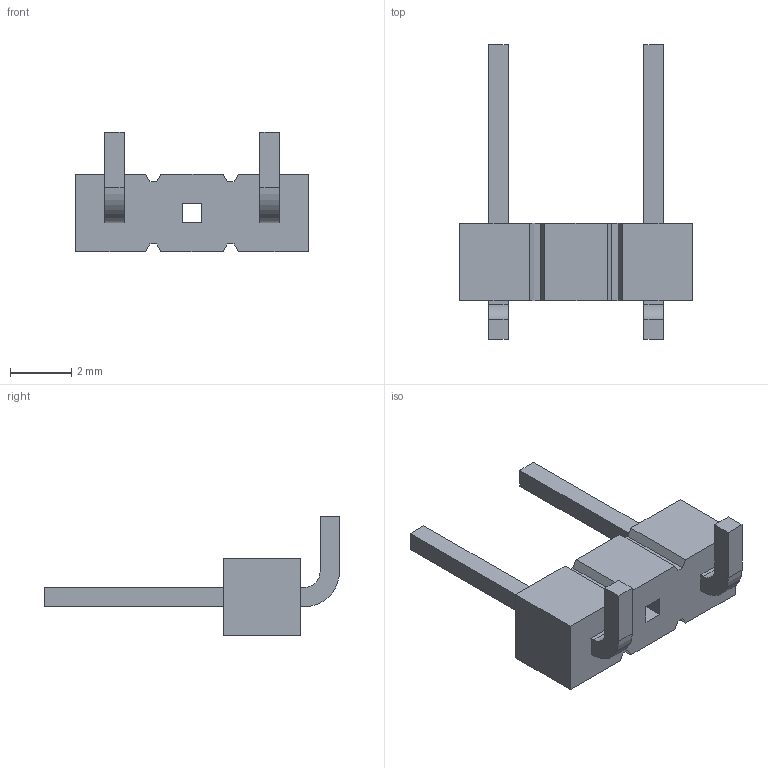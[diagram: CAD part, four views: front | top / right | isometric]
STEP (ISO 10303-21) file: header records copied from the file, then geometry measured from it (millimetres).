
FILE_DESCRIPTION(/* description */ ('STEP AP214'),/* implementation_level */ '2;1');
FILE_NAME(/* name */ 'TSM-103-01-T-SV-002',/* time_stamp */ '2023-10-27T01:17:39+02:00',/* author */ ('License CC BY-ND 4.0'),/* organization */ ('CADENAS'),/* preprocessor_version */ 'ST-DEVELOPER v19.3',/* originating_system */ 'PARTsolutions',/* authorisation */ ' ');
FILE_SCHEMA (('AUTOMOTIVE_DESIGN {1 0 10303 214 3 1 1}'));
Length unit declared in the file: inch
Products named in the file (3): TSM-103-01-T-SV-002; T-1S6-16(-01-3-SV002); TSM-103-01-SV-002_body
Assembly tree (2 placements, depth 2):
  TSM-103-01-T-SV-002
    T-1S6-16(-01-3-SV002)
    TSM-103-01-SV-002_body
Bounding box: 7.62 x 9.65 x 3.91 mm (x, y, z)
Volume: 54.9 mm3; surface area: 177.5 mm2
Topology: 2 solids, 2 shells, 68 faces, 192 edges, 128 vertices
Faces by surface type: plane 64, cylinder 4
Entity records: 2258 total; most frequent: CARTESIAN_POINT 391, ORIENTED_EDGE 384, DIRECTION 342, EDGE_CURVE 192, LINE 184, VECTOR 184, VERTEX_POINT 128, AXIS2_PLACEMENT_3D 79
